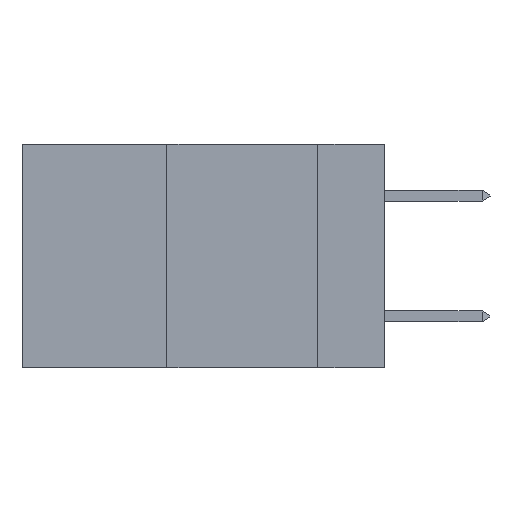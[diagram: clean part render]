
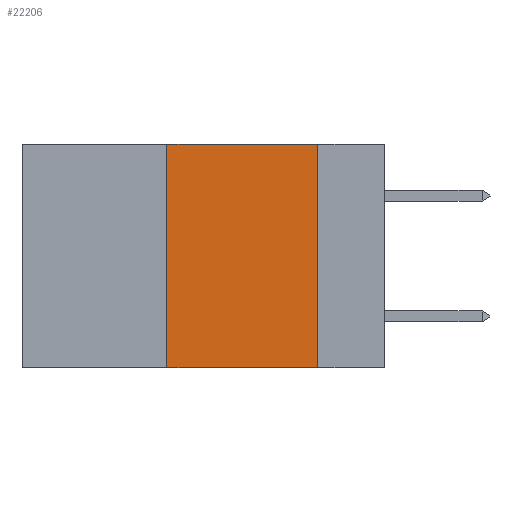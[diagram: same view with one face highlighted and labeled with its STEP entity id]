
A CAD part, left-side view. The second image highlights one B-rep face of the part: STEP entity #22206.
In plain terms, the highlighted planar face has unit normal (-1, 0, 0).
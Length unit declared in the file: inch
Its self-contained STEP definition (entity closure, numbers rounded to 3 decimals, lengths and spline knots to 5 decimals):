
#153 = CARTESIAN_POINT ( 'NONE',  ( 0., 0.6, 0. ) ) ;
#1311 = EDGE_CURVE ( 'NONE', #3656, #21457, #8139, .T. ) ;
#3656 = VERTEX_POINT ( 'NONE', #26795 ) ;
#3844 = DIRECTION ( 'NONE',  ( 0., -1., 0. ) ) ;
#5105 = ORIENTED_EDGE ( 'NONE', *, *, #22689, .F. ) ;
#5628 = CARTESIAN_POINT ( 'NONE',  ( 0., 0.11, 0. ) ) ;
#8139 = LINE ( 'NONE', #13928, #14932 ) ;
#8414 = LINE ( 'NONE', #34356, #11646 ) ;
#10825 = ORIENTED_EDGE ( 'NONE', *, *, #20404, .F. ) ;
#11587 = DIRECTION ( 'NONE',  ( 0., 0., -1. ) ) ;
#11646 = VECTOR ( 'NONE', #11587, 39.37008 ) ;
#12219 = CARTESIAN_POINT ( 'NONE',  ( 0., 0.6, 0. ) ) ;
#13159 = VERTEX_POINT ( 'NONE', #5628 ) ;
#13928 = CARTESIAN_POINT ( 'NONE',  ( 0., 0.36, 0. ) ) ;
#14161 = DIRECTION ( 'NONE',  ( 0., 0., -1. ) ) ;
#14338 = PLANE ( 'NONE',  #30713 ) ;
#14932 = VECTOR ( 'NONE', #33537, 39.37008 ) ;
#15016 = LINE ( 'NONE', #12219, #27774 ) ;
#15454 = VERTEX_POINT ( 'NONE', #31716 ) ;
#15569 = DIRECTION ( 'NONE',  ( 0., -1., 0. ) ) ;
#17495 = CARTESIAN_POINT ( 'NONE',  ( 0., 0.6, -0.37 ) ) ;
#20404 = EDGE_CURVE ( 'NONE', #13159, #15454, #8414, .T. ) ;
#20796 = CARTESIAN_POINT ( 'NONE',  ( 0., 0.36, 0. ) ) ;
#21457 = VERTEX_POINT ( 'NONE', #20796 ) ;
#21757 = EDGE_LOOP ( 'NONE', ( #10825, #5105, #35907, #22996 ) ) ;
#22206 = ADVANCED_FACE ( 'NONE', ( #31343 ), #14338, .F. ) ;
#22577 = DIRECTION ( 'NONE',  ( 1., 0., 0. ) ) ;
#22689 = EDGE_CURVE ( 'NONE', #21457, #13159, #15016, .T. ) ;
#22996 = ORIENTED_EDGE ( 'NONE', *, *, #24544, .T. ) ;
#24544 = EDGE_CURVE ( 'NONE', #3656, #15454, #26432, .T. ) ;
#26432 = LINE ( 'NONE', #17495, #29075 ) ;
#26795 = CARTESIAN_POINT ( 'NONE',  ( 0., 0.36, -0.37 ) ) ;
#27774 = VECTOR ( 'NONE', #15569, 39.37008 ) ;
#29075 = VECTOR ( 'NONE', #3844, 39.37008 ) ;
#30713 = AXIS2_PLACEMENT_3D ( 'NONE', #153, #22577, #14161 ) ;
#31343 = FACE_OUTER_BOUND ( 'NONE', #21757, .T. ) ;
#31716 = CARTESIAN_POINT ( 'NONE',  ( 0., 0.11, -0.37 ) ) ;
#33537 = DIRECTION ( 'NONE',  ( 0., 0., 1. ) ) ;
#34356 = CARTESIAN_POINT ( 'NONE',  ( 0., 0.11, 0. ) ) ;
#35907 = ORIENTED_EDGE ( 'NONE', *, *, #1311, .F. ) ;
